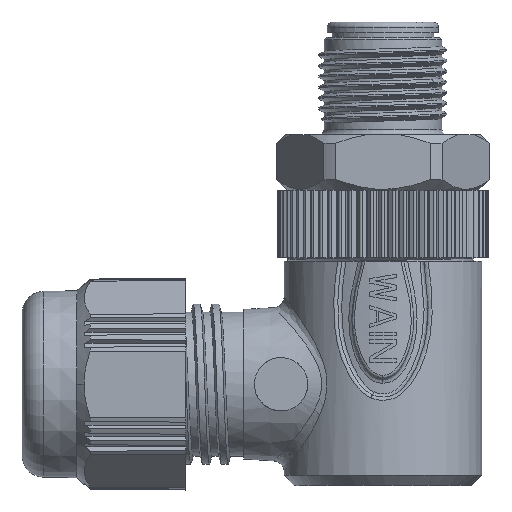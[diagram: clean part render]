
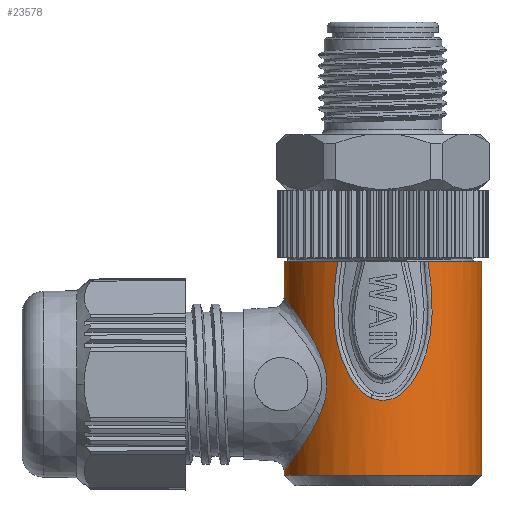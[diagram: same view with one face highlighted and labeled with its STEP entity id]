
A CAD part, front view. The second image highlights one B-rep face of the part: STEP entity #23578.
In plain terms, the highlighted cylindrical face has radius 9.25 mm (diameter 18.5 mm), a partial arc.
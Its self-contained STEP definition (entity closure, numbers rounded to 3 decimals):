
#4091=CARTESIAN_POINT('',(-9.25,0.,
-40.624));
#4131=CARTESIAN_POINT('',(-9.25,0.,
-24.276));
#4132=CARTESIAN_POINT('',(-9.25,-0.255,
-24.276));
#4133=CARTESIAN_POINT('',(-9.229,-0.769,
-24.304));
#4134=CARTESIAN_POINT('',(-9.132,-1.542,
-24.432));
#4135=CARTESIAN_POINT('',(-8.966,-2.32,
-24.653));
#4136=CARTESIAN_POINT('',(-8.728,-3.101,
-24.974));
#4137=CARTESIAN_POINT('',(-8.41,-3.884,
-25.409));
#4138=CARTESIAN_POINT('',(-8.009,-4.657,
-25.972));
#4139=CARTESIAN_POINT('',(-7.527,-5.401,
-26.674));
#4140=CARTESIAN_POINT('',(-6.984,-6.085,
-27.513));
#4141=CARTESIAN_POINT('',(-6.428,-6.664,
-28.461));
#4142=CARTESIAN_POINT('',(-5.96,-7.08,
-29.393));
#4143=CARTESIAN_POINT('',(-5.615,-7.353,
-30.251));
#4144=CARTESIAN_POINT('',(-5.386,-7.521,
-31.04));
#4145=CARTESIAN_POINT('',(-5.26,-7.609,
-31.761));
#4146=CARTESIAN_POINT('',(-5.22,-7.637,
-32.45));
#4147=CARTESIAN_POINT('',(-5.26,-7.609,
-33.139));
#4148=CARTESIAN_POINT('',(-5.386,-7.521,
-33.86));
#4149=CARTESIAN_POINT('',(-5.615,-7.353,
-34.649));
#4150=CARTESIAN_POINT('',(-5.96,-7.08,
-35.507));
#4151=CARTESIAN_POINT('',(-6.428,-6.664,
-36.439));
#4152=CARTESIAN_POINT('',(-6.984,-6.085,
-37.387));
#4153=CARTESIAN_POINT('',(-7.527,-5.401,
-38.226));
#4154=CARTESIAN_POINT('',(-8.009,-4.657,
-38.928));
#4155=CARTESIAN_POINT('',(-8.41,-3.884,
-39.491));
#4156=CARTESIAN_POINT('',(-8.728,-3.101,
-39.926));
#4157=CARTESIAN_POINT('',(-8.966,-2.32,
-40.247));
#4158=CARTESIAN_POINT('',(-9.132,-1.542,
-40.468));
#4159=CARTESIAN_POINT('',(-9.229,-0.769,
-40.596));
#4160=CARTESIAN_POINT('',(-9.25,-0.255,
-40.624));
#4161=CARTESIAN_POINT('',(-9.25,0.,
-40.624));
#4171=DIRECTION('',(0.,0.,1.));
#4172=VECTOR('',#4171,3.326);
#4173=CARTESIAN_POINT('',(-9.25,0.,
-24.276));
#4174=LINE('',#4173,#4172);
#4175=CARTESIAN_POINT('',(-1.129,-9.181,
-33.71));
#4176=CARTESIAN_POINT('',(-1.,-9.197,
-33.768));
#4177=CARTESIAN_POINT('',(-0.732,-9.224,
-33.862));
#4178=CARTESIAN_POINT('',(-0.32,-9.248,
-33.937));
#4179=CARTESIAN_POINT('',(0.167,-9.253,
-33.949));
#4180=CARTESIAN_POINT('',(0.602,-9.233,
-33.893));
#4181=CARTESIAN_POINT('',(1.,-9.199,
-33.776));
#4182=CARTESIAN_POINT('',(1.407,-9.146,
-33.584));
#4183=CARTESIAN_POINT('',(1.824,-9.072,
-33.299));
#4184=CARTESIAN_POINT('',(2.248,-8.976,
-32.905));
#4185=CARTESIAN_POINT('',(2.667,-8.861,
-32.395));
#4186=CARTESIAN_POINT('',(3.074,-8.728,
-31.767));
#4187=CARTESIAN_POINT('',(3.467,-8.579,
-31.02));
#4188=CARTESIAN_POINT('',(3.845,-8.416,
-30.147));
#4189=CARTESIAN_POINT('',(4.186,-8.251,
-29.109));
#4190=CARTESIAN_POINT('',(4.449,-8.111,
-27.889));
#4191=CARTESIAN_POINT('',(4.601,-8.025,
-26.497));
#4192=CARTESIAN_POINT('',(4.628,-8.009,
-24.879));
#4193=CARTESIAN_POINT('',(4.513,-8.076,
-23.042));
#4194=CARTESIAN_POINT('',(4.339,-8.17,
-21.672));
#4195=CARTESIAN_POINT('',(4.233,-8.225,
-20.95));
#4215=CARTESIAN_POINT('',(0.,0.,-40.95));
#4216=DIRECTION('',(0.,0.,1.));
#4217=DIRECTION('',(-1.,0.,0.));
#4218=AXIS2_PLACEMENT_3D('',#4215,#4216,#4217);
#4280=DIRECTION('',(0.,0.,1.));
#4281=VECTOR('',#4280,20.);
#4282=CARTESIAN_POINT('',(9.25,0.,-40.95));
#4283=LINE('',#4282,#4281);
#4301=DIRECTION('',(0.,0.,-1.));
#4302=VECTOR('',#4301,0.326);
#4303=CARTESIAN_POINT('',(-9.25,0.,
-40.624));
#4304=LINE('',#4303,#4302);
#4326=CARTESIAN_POINT('',(0.,0.,-20.95));
#4327=DIRECTION('',(0.,0.,-1.));
#4328=DIRECTION('',(1.,0.,0.));
#4329=AXIS2_PLACEMENT_3D('',#4326,#4327,#4328);
#4407=CARTESIAN_POINT('',(-4.228,-8.227,-20.95));
#4409=CARTESIAN_POINT('',(0.,0.,-20.95));
#4410=DIRECTION('',(0.,0.,-1.));
#4411=DIRECTION('',(-0.457,-0.889,0.));
#4412=AXIS2_PLACEMENT_3D('',#4409,#4410,#4411);
#13534=CARTESIAN_POINT('',(-1.129,-9.181,
-33.71));
#13535=CARTESIAN_POINT('',(-1.259,-9.165,
-33.653));
#13536=CARTESIAN_POINT('',(-1.524,-9.127,
-33.511));
#13537=CARTESIAN_POINT('',(-1.935,-9.049,
-33.204));
#13538=CARTESIAN_POINT('',(-2.349,-8.95,
-32.79));
#13539=CARTESIAN_POINT('',(-2.756,-8.833,
-32.266));
#13540=CARTESIAN_POINT('',(-3.151,-8.7,
-31.628));
#13541=CARTESIAN_POINT('',(-3.534,-8.552,
-30.878));
#13542=CARTESIAN_POINT('',(-3.902,-8.39,
-30.003));
#13543=CARTESIAN_POINT('',(-4.228,-8.229,
-28.959));
#13544=CARTESIAN_POINT('',(-4.465,-8.102,
-27.773));
#13545=CARTESIAN_POINT('',(-4.602,-8.024,
-26.39));
#13546=CARTESIAN_POINT('',(-4.622,-8.013,
-24.802));
#13547=CARTESIAN_POINT('',(-4.51,-8.077,
-23.004));
#13548=CARTESIAN_POINT('',(-4.34,-8.17,
-21.659));
#13549=CARTESIAN_POINT('',(-4.228,-8.227,-20.95));
#16731=CARTESIAN_POINT('',(9.25,0.,-20.95));
#16732=VERTEX_POINT('',#16731);
#16733=CARTESIAN_POINT('',(4.233,-8.225,-20.95));
#16734=VERTEX_POINT('',#16733);
#16748=VERTEX_POINT('',#4407);
#16749=CARTESIAN_POINT('',(-9.25,0.,-20.95));
#16750=VERTEX_POINT('',#16749);
#16916=CARTESIAN_POINT('',(9.25,0.,-40.95));
#16917=CARTESIAN_POINT('',(-9.25,0.,-40.95));
#16918=VERTEX_POINT('',#16916);
#16919=VERTEX_POINT('',#16917);
#16920=CARTESIAN_POINT('',(-9.25,0.,
-24.276));
#16921=VERTEX_POINT('',#16920);
#16922=VERTEX_POINT('',#4091);
#16932=VERTEX_POINT('',#13534);
#23554=CARTESIAN_POINT('',(0.,0.,-14.75));
#23555=DIRECTION('',(0.,0.,-1.));
#23556=DIRECTION('',(1.,0.,0.));
#23557=AXIS2_PLACEMENT_3D('',#23554,#23555,#23556);
#23558=CYLINDRICAL_SURFACE('',#23557,9.25);
#23560=ORIENTED_EDGE('',*,*,#23559,.F.);
#23562=ORIENTED_EDGE('',*,*,#23561,.F.);
#23563=ORIENTED_EDGE('',*,*,#23548,.F.);
#23565=ORIENTED_EDGE('',*,*,#23564,.T.);
#23567=ORIENTED_EDGE('',*,*,#23566,.F.);
#23569=ORIENTED_EDGE('',*,*,#23568,.F.);
#23571=ORIENTED_EDGE('',*,*,#23570,.T.);
#23573=ORIENTED_EDGE('',*,*,#23572,.F.);
#23575=ORIENTED_EDGE('',*,*,#23574,.F.);
#23576=EDGE_LOOP('',(#23560,#23562,#23563,#23565,#23567,#23569,#23571,#23573,
#23575));
#23577=FACE_OUTER_BOUND('',#23576,.F.);
#23578=ADVANCED_FACE('',(#23577),#23558,.T.);
#4162=B_SPLINE_CURVE_WITH_KNOTS('',3,(#4131,#4132,#4133,#4134,#4135,#4136,#4137,
#4138,#4139,#4140,#4141,#4142,#4143,#4144,#4145,#4146,#4147,#4148,#4149,#4150,
#4151,#4152,#4153,#4154,#4155,#4156,#4157,#4158,#4159,#4160,#4161),
.UNSPECIFIED.,.F.,.F.,(4,1,1,1,1,1,1,1,1,1,1,1,1,1,1,1,1,1,1,1,1,1,1,1,1,1,1,1,
4),(0.,0.036,0.071,0.107,
0.143,0.179,0.214,0.25,0.286,
0.321,0.357,0.393,0.429,
0.464,0.5,0.536,0.571,0.607,
0.643,0.679,0.714,0.75,0.786,
0.821,0.857,0.893,0.929,
0.964,1.),.UNSPECIFIED.);
#4196=B_SPLINE_CURVE_WITH_KNOTS('',3,(#4175,#4176,#4177,#4178,#4179,#4180,#4181,
#4182,#4183,#4184,#4185,#4186,#4187,#4188,#4189,#4190,#4191,#4192,#4193,#4194,
#4195),.UNSPECIFIED.,.F.,.F.,(4,1,1,1,1,1,1,1,1,1,1,1,1,1,1,1,1,1,4),(0.,
0.056,0.111,0.167,0.222,
0.278,0.333,0.389,0.444,0.5,
0.556,0.611,0.667,0.722,
0.778,0.833,0.889,0.944,1.),
.UNSPECIFIED.);
#4219=CIRCLE('',#4218,9.25);
#4330=CIRCLE('',#4329,9.25);
#4413=CIRCLE('',#4412,9.25);
#13550=B_SPLINE_CURVE_WITH_KNOTS('',3,(#13534,#13535,#13536,#13537,#13538,
#13539,#13540,#13541,#13542,#13543,#13544,#13545,#13546,#13547,#13548,#13549),
.UNSPECIFIED.,.F.,.F.,(4,1,1,1,1,1,1,1,1,1,1,1,1,4),(0.,0.077,
0.154,0.231,0.308,0.385,
0.462,0.538,0.615,0.692,
0.769,0.846,0.923,1.),.UNSPECIFIED.);
#23548=EDGE_CURVE('',#16921,#16922,#4162,.T.);
#23559=EDGE_CURVE('',#16919,#16918,#4219,.T.);
#23561=EDGE_CURVE('',#16922,#16919,#4304,.T.);
#23564=EDGE_CURVE('',#16921,#16750,#4174,.T.);
#23566=EDGE_CURVE('',#16748,#16750,#4413,.T.);
#23568=EDGE_CURVE('',#16932,#16748,#13550,.T.);
#23570=EDGE_CURVE('',#16932,#16734,#4196,.T.);
#23572=EDGE_CURVE('',#16732,#16734,#4330,.T.);
#23574=EDGE_CURVE('',#16918,#16732,#4283,.T.);
